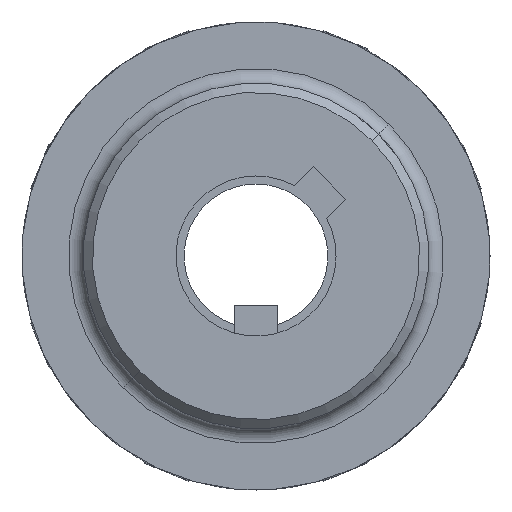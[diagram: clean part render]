
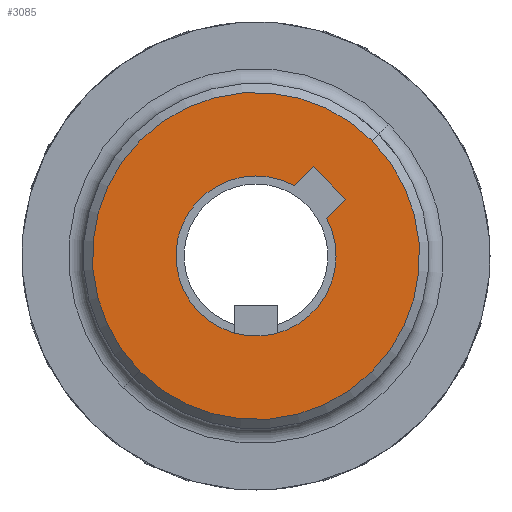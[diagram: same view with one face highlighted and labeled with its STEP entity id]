
A CAD part, front view. The second image highlights one B-rep face of the part: STEP entity #3085.
In plain terms, the highlighted face is planar.
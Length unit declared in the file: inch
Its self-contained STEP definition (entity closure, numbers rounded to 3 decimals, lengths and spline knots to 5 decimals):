
#82 = DIRECTION ( 'NONE',  ( 0., 0., 1. ) ) ;
#135 = EDGE_CURVE ( 'NONE', #943, #7461, #1986, .T. ) ;
#269 = ORIENTED_EDGE ( 'NONE', *, *, #4510, .F. ) ;
#294 = CARTESIAN_POINT ( 'NONE',  ( 0.125, 1.35, -0.41978 ) ) ;
#322 = CARTESIAN_POINT ( 'NONE',  ( 0.125, 1.35, -0.567 ) ) ;
#610 = PLANE ( 'NONE',  #777 ) ;
#712 = FACE_BOUND ( 'NONE', #4599, .T. ) ;
#777 = AXIS2_PLACEMENT_3D ( 'NONE', #4583, #2644, #7280 ) ;
#791 = CARTESIAN_POINT ( 'NONE',  ( 0., 1.35, 0. ) ) ;
#943 = VERTEX_POINT ( 'NONE', #5974 ) ;
#1031 = VERTEX_POINT ( 'NONE', #4919 ) ;
#1209 = LINE ( 'NONE', #4037, #8038 ) ;
#1226 = CARTESIAN_POINT ( 'NONE',  ( 0., 1.35, 0. ) ) ;
#1238 = EDGE_LOOP ( 'NONE', ( #7315, #5559 ) ) ;
#1454 = DIRECTION ( 'NONE',  ( 0., 0., 1. ) ) ;
#1530 = CIRCLE ( 'NONE', #7571, 0.438 ) ;
#1725 = DIRECTION ( 'NONE',  ( 0., 0., 1. ) ) ;
#1801 = ORIENTED_EDGE ( 'NONE', *, *, #2663, .F. ) ;
#1986 = CIRCLE ( 'NONE', #4345, 0.895 ) ;
#2135 = VECTOR ( 'NONE', #2746, 39.37008 ) ;
#2644 = DIRECTION ( 'NONE',  ( 0., 1., 0. ) ) ;
#2663 = EDGE_CURVE ( 'NONE', #3999, #8285, #6220, .T. ) ;
#2746 = DIRECTION ( 'NONE',  ( 0., 0., -1. ) ) ;
#2911 = VERTEX_POINT ( 'NONE', #7491 ) ;
#3060 = EDGE_CURVE ( 'NONE', #7461, #943, #4442, .T. ) ;
#3076 = CARTESIAN_POINT ( 'NONE',  ( 0., 1.35, 0. ) ) ;
#3085 = ADVANCED_FACE ( 'NONE', ( #7541, #712 ), #610, .T. ) ;
#3265 = DIRECTION ( 'NONE',  ( 0., 1., 0. ) ) ;
#3424 = CARTESIAN_POINT ( 'NONE',  ( 0.125, 1.35, -0.567 ) ) ;
#3603 = ORIENTED_EDGE ( 'NONE', *, *, #7147, .F. ) ;
#3629 = CIRCLE ( 'NONE', #5066, 0.438 ) ;
#3753 = DIRECTION ( 'NONE',  ( 0., 0., 1. ) ) ;
#3790 = EDGE_CURVE ( 'NONE', #1031, #6565, #3629, .T. ) ;
#3815 = CARTESIAN_POINT ( 'NONE',  ( -0.125, 1.35, -0.567 ) ) ;
#3999 = VERTEX_POINT ( 'NONE', #322 ) ;
#4005 = DIRECTION ( 'NONE',  ( -1., 0., 0. ) ) ;
#4037 = CARTESIAN_POINT ( 'NONE',  ( -0.125, 1.35, -0.567 ) ) ;
#4087 = EDGE_CURVE ( 'NONE', #2911, #1031, #1530, .T. ) ;
#4345 = AXIS2_PLACEMENT_3D ( 'NONE', #1226, #5882, #1725 ) ;
#4442 = CIRCLE ( 'NONE', #8023, 0.895 ) ;
#4510 = EDGE_CURVE ( 'NONE', #6565, #3999, #5884, .T. ) ;
#4583 = CARTESIAN_POINT ( 'NONE',  ( 0., 1.35, 0. ) ) ;
#4599 = EDGE_LOOP ( 'NONE', ( #269, #7098, #5348, #3603, #1801 ) ) ;
#4919 = CARTESIAN_POINT ( 'NONE',  ( 0., 1.35, 0.438 ) ) ;
#5066 = AXIS2_PLACEMENT_3D ( 'NONE', #791, #5435, #1454 ) ;
#5348 = ORIENTED_EDGE ( 'NONE', *, *, #4087, .F. ) ;
#5435 = DIRECTION ( 'NONE',  ( 0., 1., 0. ) ) ;
#5559 = ORIENTED_EDGE ( 'NONE', *, *, #135, .T. ) ;
#5763 = CARTESIAN_POINT ( 'NONE',  ( 0., 1.35, -0.895 ) ) ;
#5882 = DIRECTION ( 'NONE',  ( 0., 1., 0. ) ) ;
#5884 = LINE ( 'NONE', #3424, #2135 ) ;
#5943 = CARTESIAN_POINT ( 'NONE',  ( 0.125, 1.35, -0.567 ) ) ;
#5974 = CARTESIAN_POINT ( 'NONE',  ( 0., 1.35, 0.895 ) ) ;
#6220 = LINE ( 'NONE', #5943, #7747 ) ;
#6565 = VERTEX_POINT ( 'NONE', #294 ) ;
#7098 = ORIENTED_EDGE ( 'NONE', *, *, #3790, .F. ) ;
#7147 = EDGE_CURVE ( 'NONE', #8285, #2911, #1209, .T. ) ;
#7218 = CARTESIAN_POINT ( 'NONE',  ( 0., 1.35, 0. ) ) ;
#7280 = DIRECTION ( 'NONE',  ( 0., 0., 1. ) ) ;
#7315 = ORIENTED_EDGE ( 'NONE', *, *, #3060, .T. ) ;
#7461 = VERTEX_POINT ( 'NONE', #5763 ) ;
#7491 = CARTESIAN_POINT ( 'NONE',  ( -0.125, 1.35, -0.41978 ) ) ;
#7541 = FACE_OUTER_BOUND ( 'NONE', #1238, .T. ) ;
#7571 = AXIS2_PLACEMENT_3D ( 'NONE', #3076, #7693, #3753 ) ;
#7693 = DIRECTION ( 'NONE',  ( 0., 1., 0. ) ) ;
#7747 = VECTOR ( 'NONE', #4005, 39.37008 ) ;
#7857 = DIRECTION ( 'NONE',  ( 0., 0., 1. ) ) ;
#8023 = AXIS2_PLACEMENT_3D ( 'NONE', #7218, #3265, #7857 ) ;
#8038 = VECTOR ( 'NONE', #82, 39.37008 ) ;
#8285 = VERTEX_POINT ( 'NONE', #3815 ) ;
